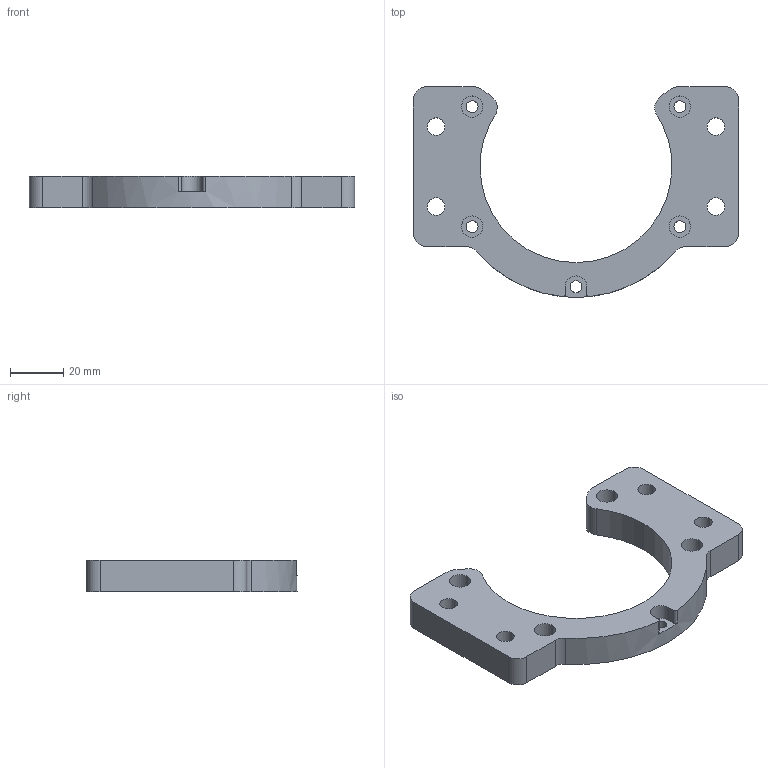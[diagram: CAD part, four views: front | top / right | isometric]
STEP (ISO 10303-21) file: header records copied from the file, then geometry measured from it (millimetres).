
FILE_DESCRIPTION (( 'STEP AP214' ), '1' );
FILE_NAME ('J1_A.STEP', '2025-08-20T01:23:35', ( '' ), ( '' ), 'SwSTEP 2.0', 'SolidWorks 2025', '' );
FILE_SCHEMA (( 'AUTOMOTIVE_DESIGN' ));
Length unit declared in the file: millimetre
Products named in the file (1): J1_A
Bounding box: 122 x 79 x 12 mm (x, y, z)
Volume: 46353.4 mm3; surface area: 16302.4 mm2
Topology: 1 solids, 1 shells, 73 faces, 189 edges, 126 vertices
Faces by surface type: cylinder 52, plane 21
Entity records: 2348 total; most frequent: DIRECTION 443, CARTESIAN_POINT 389, ORIENTED_EDGE 378, EDGE_CURVE 189, AXIS2_PLACEMENT_3D 180, VERTEX_POINT 126, CIRCLE 106, EDGE_LOOP 99
